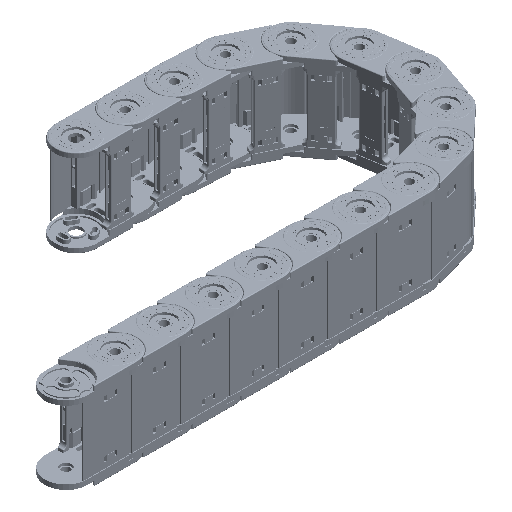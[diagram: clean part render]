
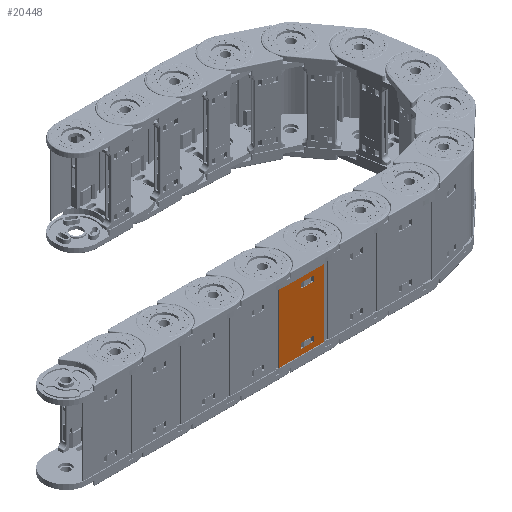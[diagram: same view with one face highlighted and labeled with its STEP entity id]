
A CAD part, isometric view. The second image highlights one B-rep face of the part: STEP entity #20448.
In plain terms, the highlighted planar face has unit normal (0, -1, 0).
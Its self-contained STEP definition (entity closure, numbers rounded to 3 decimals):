
#6 = ORIENTED_EDGE ( 'NONE', *, *, #2180, .T. ) ;
#21 = EDGE_CURVE ( 'NONE', #32396, #28806, #1967, .T. ) ;
#673 = VECTOR ( 'NONE', #3559, 1000. ) ;
#1307 = EDGE_LOOP ( 'NONE', ( #8395, #8557, #6, #14898 ) ) ;
#1410 = CARTESIAN_POINT ( 'NONE',  ( -57.253, -30., -109.5 ) ) ;
#1491 = EDGE_CURVE ( 'NONE', #6821, #32396, #11954, .T. ) ;
#1719 = EDGE_CURVE ( 'NONE', #29013, #6185, #17582, .T. ) ;
#1852 = DIRECTION ( 'NONE',  ( 0., 0., 1. ) ) ;
#1874 = CARTESIAN_POINT ( 'NONE',  ( -57.253, -30., -186. ) ) ;
#1875 = CARTESIAN_POINT ( 'NONE',  ( -72.253, -30., -94. ) ) ;
#1967 = LINE ( 'NONE', #1410, #7589 ) ;
#2180 = EDGE_CURVE ( 'NONE', #28806, #5724, #23571, .T. ) ;
#2775 = LINE ( 'NONE', #1875, #29307 ) ;
#3151 = CARTESIAN_POINT ( 'NONE',  ( -81.753, -30., -178.5 ) ) ;
#3559 = DIRECTION ( 'NONE',  ( 0., 0., 1. ) ) ;
#3998 = LINE ( 'NONE', #29205, #19272 ) ;
#4193 = ORIENTED_EDGE ( 'NONE', *, *, #19131, .T. ) ;
#4269 = PLANE ( 'NONE',  #18945 ) ;
#4374 = ORIENTED_EDGE ( 'NONE', *, *, #27938, .F. ) ;
#5642 = CARTESIAN_POINT ( 'NONE',  ( -57.253, -30., -102. ) ) ;
#5724 = VERTEX_POINT ( 'NONE', #7000 ) ;
#5825 = VERTEX_POINT ( 'NONE', #28127 ) ;
#6033 = VERTEX_POINT ( 'NONE', #18446 ) ;
#6185 = VERTEX_POINT ( 'NONE', #26311 ) ;
#6257 = VECTOR ( 'NONE', #24551, 1000. ) ;
#6668 = CARTESIAN_POINT ( 'NONE',  ( -48.044, -30., -285.506 ) ) ;
#6756 = VECTOR ( 'NONE', #1852, 1000. ) ;
#6821 = VERTEX_POINT ( 'NONE', #15005 ) ;
#6852 = CARTESIAN_POINT ( 'NONE',  ( -57.253, -30., -154.25 ) ) ;
#7000 = CARTESIAN_POINT ( 'NONE',  ( -81.753, -30., -102. ) ) ;
#7054 = CARTESIAN_POINT ( 'NONE',  ( -113.253, -30., -94. ) ) ;
#7589 = VECTOR ( 'NONE', #26695, 1000. ) ;
#8079 = EDGE_LOOP ( 'NONE', ( #24416, #13646, #12715, #28863 ) ) ;
#8395 = ORIENTED_EDGE ( 'NONE', *, *, #1491, .T. ) ;
#8525 = EDGE_CURVE ( 'NONE', #6185, #27348, #19723, .T. ) ;
#8557 = ORIENTED_EDGE ( 'NONE', *, *, #21, .T. ) ;
#9337 = CARTESIAN_POINT ( 'NONE',  ( -62.753, -30., -178.5 ) ) ;
#9696 = CARTESIAN_POINT ( 'NONE',  ( -81.753, -30., -178.5 ) ) ;
#11954 = LINE ( 'NONE', #14313, #32071 ) ;
#12715 = ORIENTED_EDGE ( 'NONE', *, *, #1719, .F. ) ;
#12765 = DIRECTION ( 'NONE',  ( 0., 0., 1. ) ) ;
#12804 = VECTOR ( 'NONE', #20469, 1000. ) ;
#12894 = CARTESIAN_POINT ( 'NONE',  ( -48.044, -30., -94. ) ) ;
#13052 = LINE ( 'NONE', #19865, #28723 ) ;
#13104 = EDGE_CURVE ( 'NONE', #5825, #29013, #22519, .T. ) ;
#13187 = FACE_BOUND ( 'NONE', #1307, .T. ) ;
#13646 = ORIENTED_EDGE ( 'NONE', *, *, #8525, .F. ) ;
#14313 = CARTESIAN_POINT ( 'NONE',  ( -62.753, -30., -154.25 ) ) ;
#14384 = CARTESIAN_POINT ( 'NONE',  ( -62.753, -30., -186. ) ) ;
#14898 = ORIENTED_EDGE ( 'NONE', *, *, #29177, .T. ) ;
#15005 = CARTESIAN_POINT ( 'NONE',  ( -62.753, -30., -102. ) ) ;
#15500 = CARTESIAN_POINT ( 'NONE',  ( -57.253, -30., -178.5 ) ) ;
#15556 = VECTOR ( 'NONE', #26312, 1000. ) ;
#15590 = VERTEX_POINT ( 'NONE', #12894 ) ;
#16392 = VERTEX_POINT ( 'NONE', #20597 ) ;
#17085 = DIRECTION ( 'NONE',  ( 0., 0., 1. ) ) ;
#17582 = LINE ( 'NONE', #3151, #15556 ) ;
#17622 = FACE_BOUND ( 'NONE', #8079, .T. ) ;
#18446 = CARTESIAN_POINT ( 'NONE',  ( -113.253, -30., -194. ) ) ;
#18610 = EDGE_CURVE ( 'NONE', #27348, #5825, #30495, .T. ) ;
#18945 = AXIS2_PLACEMENT_3D ( 'NONE', #6852, #25391, #12765 ) ;
#19131 = EDGE_CURVE ( 'NONE', #15590, #31045, #2775, .T. ) ;
#19272 = VECTOR ( 'NONE', #17085, 1000. ) ;
#19723 = LINE ( 'NONE', #1874, #29769 ) ;
#19855 = DIRECTION ( 'NONE',  ( 1., 0., 0. ) ) ;
#19865 = CARTESIAN_POINT ( 'NONE',  ( -57.253, -30., -194. ) ) ;
#19977 = LINE ( 'NONE', #6668, #6257 ) ;
#20186 = EDGE_CURVE ( 'NONE', #6033, #31045, #3998, .T. ) ;
#20432 = FACE_OUTER_BOUND ( 'NONE', #30032, .T. ) ;
#20448 = ADVANCED_FACE ( 'NONE', ( #20432, #13187, #17622 ), #4269, .F. ) ;
#20469 = DIRECTION ( 'NONE',  ( -1., 0., 0. ) ) ;
#20597 = CARTESIAN_POINT ( 'NONE',  ( -48.044, -30., -194. ) ) ;
#21453 = CARTESIAN_POINT ( 'NONE',  ( -81.753, -30., -109.5 ) ) ;
#22330 = ORIENTED_EDGE ( 'NONE', *, *, #22762, .T. ) ;
#22519 = LINE ( 'NONE', #15500, #12804 ) ;
#22762 = EDGE_CURVE ( 'NONE', #16392, #15590, #19977, .T. ) ;
#23113 = LINE ( 'NONE', #5642, #25088 ) ;
#23571 = LINE ( 'NONE', #29295, #673 ) ;
#24416 = ORIENTED_EDGE ( 'NONE', *, *, #18610, .F. ) ;
#24551 = DIRECTION ( 'NONE',  ( 0., 0., 1. ) ) ;
#25088 = VECTOR ( 'NONE', #26115, 1000. ) ;
#25391 = DIRECTION ( 'NONE',  ( 0., 1., 0. ) ) ;
#26115 = DIRECTION ( 'NONE',  ( 1., 0., 0. ) ) ;
#26311 = CARTESIAN_POINT ( 'NONE',  ( -81.753, -30., -186. ) ) ;
#26312 = DIRECTION ( 'NONE',  ( 0., 0., -1. ) ) ;
#26695 = DIRECTION ( 'NONE',  ( -1., 0., 0. ) ) ;
#27050 = DIRECTION ( 'NONE',  ( -1., 0., 0. ) ) ;
#27348 = VERTEX_POINT ( 'NONE', #14384 ) ;
#27938 = EDGE_CURVE ( 'NONE', #16392, #6033, #13052, .T. ) ;
#28127 = CARTESIAN_POINT ( 'NONE',  ( -62.753, -30., -178.5 ) ) ;
#28723 = VECTOR ( 'NONE', #27050, 1000. ) ;
#28806 = VERTEX_POINT ( 'NONE', #21453 ) ;
#28863 = ORIENTED_EDGE ( 'NONE', *, *, #13104, .F. ) ;
#29013 = VERTEX_POINT ( 'NONE', #9696 ) ;
#29177 = EDGE_CURVE ( 'NONE', #5724, #6821, #23113, .T. ) ;
#29205 = CARTESIAN_POINT ( 'NONE',  ( -113.253, -30., -285.506 ) ) ;
#29295 = CARTESIAN_POINT ( 'NONE',  ( -81.753, -30., -154.25 ) ) ;
#29307 = VECTOR ( 'NONE', #29963, 1000. ) ;
#29769 = VECTOR ( 'NONE', #19855, 1000. ) ;
#29963 = DIRECTION ( 'NONE',  ( -1., 0., 0. ) ) ;
#30032 = EDGE_LOOP ( 'NONE', ( #31799, #4374, #22330, #4193 ) ) ;
#30495 = LINE ( 'NONE', #9337, #6756 ) ;
#31045 = VERTEX_POINT ( 'NONE', #7054 ) ;
#31799 = ORIENTED_EDGE ( 'NONE', *, *, #20186, .F. ) ;
#32071 = VECTOR ( 'NONE', #32308, 1000. ) ;
#32111 = CARTESIAN_POINT ( 'NONE',  ( -62.753, -30., -109.5 ) ) ;
#32308 = DIRECTION ( 'NONE',  ( 0., 0., -1. ) ) ;
#32396 = VERTEX_POINT ( 'NONE', #32111 ) ;
